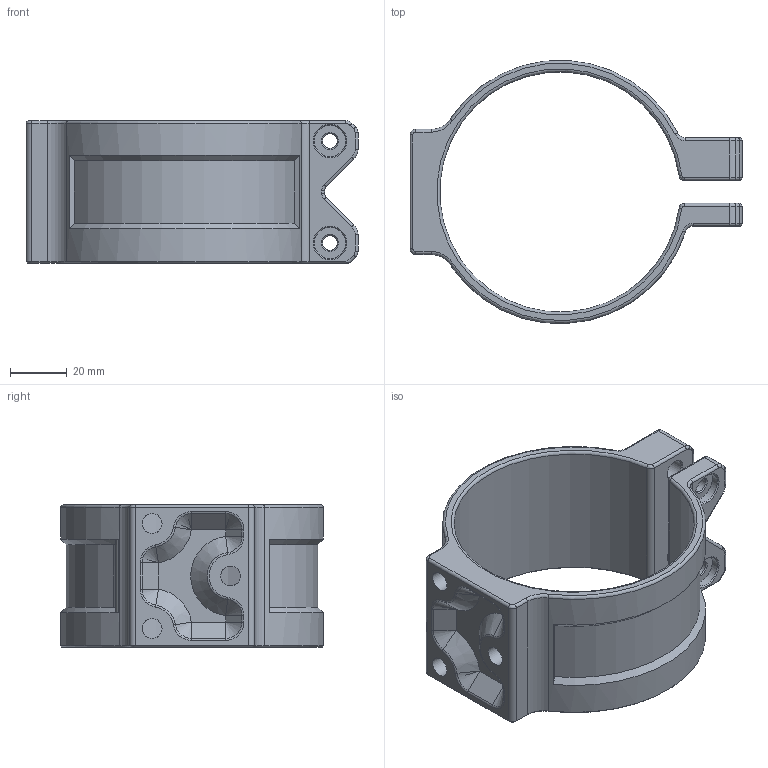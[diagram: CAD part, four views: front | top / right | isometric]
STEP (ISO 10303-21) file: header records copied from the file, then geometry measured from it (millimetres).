
FILE_DESCRIPTION(/* description */ (''),/* implementation_level */ '2;1');
FILE_NAME(/* name */ 'hosemount.step',/* time_stamp */ '2024-09-24T22:50:53-07:00',/* author */ (''),/* organization */ (''),/* preprocessor_version */ 'ST-DEVELOPER v20',/* originating_system */ 'Autodesk Translation Framework v13.20.0.188',/* authorisation */ '');
FILE_SCHEMA (('AUTOMOTIVE_DESIGN { 1 0 10303 214 3 1 1 }'));
Length unit declared in the file: millimetre
Products named in the file (1): hosemount
Bounding box: 116.68 x 92.38 x 50 mm (x, y, z)
Volume: 73441.7 mm3; surface area: 36637.8 mm2
Topology: 1 solids, 1 shells, 214 faces, 503 edges, 288 vertices
Faces by surface type: cylinder 80, torus 46, plane 42, cone 34, bspline 12
Full cylindrical faces by diameter (mm): 5.2 x2, 7 x5, 11 x2
Entity records: 6393 total; most frequent: CARTESIAN_POINT 1409, DIRECTION 1118, ORIENTED_EDGE 990, EDGE_CURVE 495, AXIS2_PLACEMENT_3D 447, VERTEX_POINT 288, CIRCLE 244, EDGE_LOOP 233
